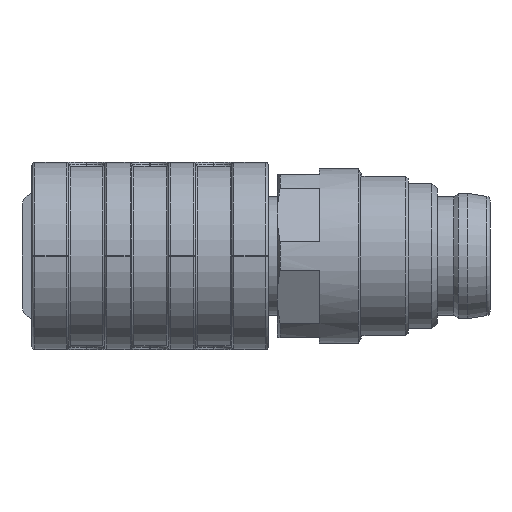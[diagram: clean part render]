
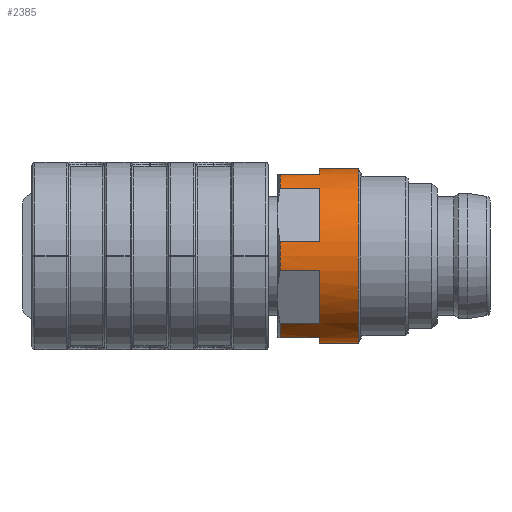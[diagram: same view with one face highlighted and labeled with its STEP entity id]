
A CAD part, front view. The second image highlights one B-rep face of the part: STEP entity #2385.
In plain terms, the highlighted cylindrical face has radius 4.8 mm (diameter 9.6 mm), a full revolution.
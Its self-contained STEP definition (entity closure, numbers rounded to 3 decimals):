
#1033=LINE('',#15223,#1548);
#1034=LINE('',#15227,#1549);
#1035=LINE('',#15228,#1550);
#1036=LINE('',#15232,#1551);
#1037=LINE('',#15233,#1552);
#1038=LINE('',#15237,#1553);
#1039=LINE('',#15238,#1554);
#1040=LINE('',#15242,#1555);
#1041=LINE('',#15243,#1556);
#1042=LINE('',#15247,#1557);
#1043=LINE('',#15248,#1558);
#1044=LINE('',#15252,#1559);
#1548=VECTOR('',#12082,1.);
#1549=VECTOR('',#12085,1.);
#1550=VECTOR('',#12086,1.);
#1551=VECTOR('',#12089,1.);
#1552=VECTOR('',#12090,1.);
#1553=VECTOR('',#12093,1.);
#1554=VECTOR('',#12094,1.);
#1555=VECTOR('',#12097,1.);
#1556=VECTOR('',#12098,1.);
#1557=VECTOR('',#12101,1.);
#1558=VECTOR('',#12102,1.);
#1559=VECTOR('',#12105,1.);
#2385=ADVANCED_FACE('',(#2916,#2917),#2736,.T.);
#2736=CYLINDRICAL_SURFACE('',#9716,4.8);
#2916=FACE_BOUND('',#3364,.T.);
#2917=FACE_BOUND('',#3365,.T.);
#3364=EDGE_LOOP('',(#5223));
#3365=EDGE_LOOP('',(#5224,#5225,#5226,#5227,#5228,#5229,#5230,#5231,#5232,
#5233,#5234,#5235,#5236,#5237,#5238,#5239,#5240,#5241,#5242,#5243,#5244,
#5245,#5246,#5247));
#5223=ORIENTED_EDGE('',*,*,#7764,.T.);
#5224=ORIENTED_EDGE('',*,*,#7777,.F.);
#5225=ORIENTED_EDGE('',*,*,#7778,.T.);
#5226=ORIENTED_EDGE('',*,*,#7779,.F.);
#5227=ORIENTED_EDGE('',*,*,#7776,.T.);
#5228=ORIENTED_EDGE('',*,*,#7780,.F.);
#5229=ORIENTED_EDGE('',*,*,#7781,.T.);
#5230=ORIENTED_EDGE('',*,*,#7782,.F.);
#5231=ORIENTED_EDGE('',*,*,#7766,.T.);
#5232=ORIENTED_EDGE('',*,*,#7783,.F.);
#5233=ORIENTED_EDGE('',*,*,#7784,.T.);
#5234=ORIENTED_EDGE('',*,*,#7785,.F.);
#5235=ORIENTED_EDGE('',*,*,#7768,.T.);
#5236=ORIENTED_EDGE('',*,*,#7786,.F.);
#5237=ORIENTED_EDGE('',*,*,#7787,.T.);
#5238=ORIENTED_EDGE('',*,*,#7788,.F.);
#5239=ORIENTED_EDGE('',*,*,#7770,.T.);
#5240=ORIENTED_EDGE('',*,*,#7789,.F.);
#5241=ORIENTED_EDGE('',*,*,#7790,.T.);
#5242=ORIENTED_EDGE('',*,*,#7791,.F.);
#5243=ORIENTED_EDGE('',*,*,#7772,.T.);
#5244=ORIENTED_EDGE('',*,*,#7792,.F.);
#5245=ORIENTED_EDGE('',*,*,#7793,.T.);
#5246=ORIENTED_EDGE('',*,*,#7794,.F.);
#5247=ORIENTED_EDGE('',*,*,#7774,.T.);
#6666=VERTEX_POINT('',#15191);
#6667=VERTEX_POINT('',#15194);
#6668=VERTEX_POINT('',#15195);
#6669=VERTEX_POINT('',#15199);
#6670=VERTEX_POINT('',#15200);
#6671=VERTEX_POINT('',#15204);
#6672=VERTEX_POINT('',#15205);
#6673=VERTEX_POINT('',#15209);
#6674=VERTEX_POINT('',#15210);
#6675=VERTEX_POINT('',#15214);
#6676=VERTEX_POINT('',#15215);
#6677=VERTEX_POINT('',#15219);
#6678=VERTEX_POINT('',#15220);
#6679=VERTEX_POINT('',#15224);
#6680=VERTEX_POINT('',#15226);
#6681=VERTEX_POINT('',#15229);
#6682=VERTEX_POINT('',#15231);
#6683=VERTEX_POINT('',#15234);
#6684=VERTEX_POINT('',#15236);
#6685=VERTEX_POINT('',#15239);
#6686=VERTEX_POINT('',#15241);
#6687=VERTEX_POINT('',#15244);
#6688=VERTEX_POINT('',#15246);
#6689=VERTEX_POINT('',#15249);
#6690=VERTEX_POINT('',#15251);
#7764=EDGE_CURVE('',#6666,#6666,#8659,.T.);
#7766=EDGE_CURVE('',#6667,#6668,#8660,.T.);
#7768=EDGE_CURVE('',#6669,#6670,#8661,.T.);
#7770=EDGE_CURVE('',#6671,#6672,#8662,.T.);
#7772=EDGE_CURVE('',#6673,#6674,#8663,.T.);
#7774=EDGE_CURVE('',#6675,#6676,#8664,.T.);
#7776=EDGE_CURVE('',#6677,#6678,#8665,.T.);
#7777=EDGE_CURVE('',#6679,#6676,#1033,.T.);
#7778=EDGE_CURVE('',#6679,#6680,#8666,.T.);
#7779=EDGE_CURVE('',#6677,#6680,#1034,.T.);
#7780=EDGE_CURVE('',#6681,#6678,#1035,.T.);
#7781=EDGE_CURVE('',#6681,#6682,#8667,.T.);
#7782=EDGE_CURVE('',#6667,#6682,#1036,.T.);
#7783=EDGE_CURVE('',#6683,#6668,#1037,.T.);
#7784=EDGE_CURVE('',#6683,#6684,#8668,.T.);
#7785=EDGE_CURVE('',#6669,#6684,#1038,.T.);
#7786=EDGE_CURVE('',#6685,#6670,#1039,.T.);
#7787=EDGE_CURVE('',#6685,#6686,#8669,.T.);
#7788=EDGE_CURVE('',#6671,#6686,#1040,.T.);
#7789=EDGE_CURVE('',#6687,#6672,#1041,.T.);
#7790=EDGE_CURVE('',#6687,#6688,#8670,.T.);
#7791=EDGE_CURVE('',#6673,#6688,#1042,.T.);
#7792=EDGE_CURVE('',#6689,#6674,#1043,.T.);
#7793=EDGE_CURVE('',#6689,#6690,#8671,.T.);
#7794=EDGE_CURVE('',#6675,#6690,#1044,.T.);
#8659=CIRCLE('',#9696,4.8);
#8660=CIRCLE('',#9698,4.8);
#8661=CIRCLE('',#9700,4.8);
#8662=CIRCLE('',#9702,4.8);
#8663=CIRCLE('',#9704,4.8);
#8664=CIRCLE('',#9706,4.8);
#8665=CIRCLE('',#9708,4.8);
#8666=CIRCLE('',#9710,4.8);
#8667=CIRCLE('',#9711,4.8);
#8668=CIRCLE('',#9712,4.8);
#8669=CIRCLE('',#9713,4.8);
#8670=CIRCLE('',#9714,4.8);
#8671=CIRCLE('',#9715,4.8);
#9696=AXIS2_PLACEMENT_3D('',#15190,#12048,#12049);
#9698=AXIS2_PLACEMENT_3D('',#15196,#12053,#12054);
#9700=AXIS2_PLACEMENT_3D('',#15201,#12058,#12059);
#9702=AXIS2_PLACEMENT_3D('',#15206,#12063,#12064);
#9704=AXIS2_PLACEMENT_3D('',#15211,#12068,#12069);
#9706=AXIS2_PLACEMENT_3D('',#15216,#12073,#12074);
#9708=AXIS2_PLACEMENT_3D('',#15221,#12078,#12079);
#9710=AXIS2_PLACEMENT_3D('',#15225,#12083,#12084);
#9711=AXIS2_PLACEMENT_3D('',#15230,#12087,#12088);
#9712=AXIS2_PLACEMENT_3D('',#15235,#12091,#12092);
#9713=AXIS2_PLACEMENT_3D('',#15240,#12095,#12096);
#9714=AXIS2_PLACEMENT_3D('',#15245,#12099,#12100);
#9715=AXIS2_PLACEMENT_3D('',#15250,#12103,#12104);
#9716=AXIS2_PLACEMENT_3D('',#15253,#12106,#12107);
#12048=DIRECTION('',(-1.,0.,0.));
#12049=DIRECTION('',(0.,-1.,0.));
#12053=DIRECTION('',(1.,0.,0.));
#12054=DIRECTION('',(0.,-1.,0.));
#12058=DIRECTION('',(1.,0.,0.));
#12059=DIRECTION('',(0.,-1.,0.));
#12063=DIRECTION('',(1.,0.,0.));
#12064=DIRECTION('',(0.,-1.,0.));
#12068=DIRECTION('',(1.,0.,0.));
#12069=DIRECTION('',(0.,-1.,0.));
#12073=DIRECTION('',(1.,0.,0.));
#12074=DIRECTION('',(0.,-1.,0.));
#12078=DIRECTION('',(1.,0.,0.));
#12079=DIRECTION('',(0.,-1.,0.));
#12082=DIRECTION('',(1.,0.,0.));
#12083=DIRECTION('',(1.,0.,0.));
#12084=DIRECTION('',(0.,-1.,0.));
#12085=DIRECTION('',(-1.,0.,0.));
#12086=DIRECTION('',(1.,0.,0.));
#12087=DIRECTION('',(1.,0.,0.));
#12088=DIRECTION('',(0.,-1.,0.));
#12089=DIRECTION('',(-1.,0.,0.));
#12090=DIRECTION('',(1.,0.,0.));
#12091=DIRECTION('',(1.,0.,0.));
#12092=DIRECTION('',(0.,-1.,0.));
#12093=DIRECTION('',(-1.,0.,0.));
#12094=DIRECTION('',(1.,0.,0.));
#12095=DIRECTION('',(1.,0.,0.));
#12096=DIRECTION('',(0.,-1.,0.));
#12097=DIRECTION('',(-1.,0.,0.));
#12098=DIRECTION('',(1.,0.,0.));
#12099=DIRECTION('',(1.,0.,0.));
#12100=DIRECTION('',(0.,-1.,0.));
#12101=DIRECTION('',(-1.,0.,0.));
#12102=DIRECTION('',(1.,0.,0.));
#12103=DIRECTION('',(1.,0.,0.));
#12104=DIRECTION('',(0.,-1.,0.));
#12105=DIRECTION('',(-1.,0.,0.));
#12106=DIRECTION('',(1.,0.,0.));
#12107=DIRECTION('',(0.,-1.,0.));
#15190=CARTESIAN_POINT('',(118.475,-9.65,0.001));
#15191=CARTESIAN_POINT('',(118.475,-14.45,0.001));
#15194=CARTESIAN_POINT('',(116.325,-6.588,-3.696));
#15195=CARTESIAN_POINT('',(116.325,-4.918,-0.802));
#15196=CARTESIAN_POINT('',(116.325,-9.65,0.001));
#15199=CARTESIAN_POINT('',(116.325,-4.918,0.804));
#15200=CARTESIAN_POINT('',(116.325,-6.588,3.698));
#15201=CARTESIAN_POINT('',(116.325,-9.65,0.001));
#15204=CARTESIAN_POINT('',(116.325,-7.98,4.501));
#15205=CARTESIAN_POINT('',(116.325,-11.32,4.501));
#15206=CARTESIAN_POINT('',(116.325,-9.65,0.001));
#15209=CARTESIAN_POINT('',(116.325,-12.712,3.698));
#15210=CARTESIAN_POINT('',(116.325,-14.382,0.804));
#15211=CARTESIAN_POINT('',(116.325,-9.65,0.001));
#15214=CARTESIAN_POINT('',(116.325,-14.382,-0.802));
#15215=CARTESIAN_POINT('',(116.325,-12.712,-3.696));
#15216=CARTESIAN_POINT('',(116.325,-9.65,0.001));
#15219=CARTESIAN_POINT('',(116.325,-11.32,-4.499));
#15220=CARTESIAN_POINT('',(116.325,-7.98,-4.499));
#15221=CARTESIAN_POINT('',(116.325,-9.65,0.001));
#15223=CARTESIAN_POINT('',(146.025,-12.712,-3.696));
#15224=CARTESIAN_POINT('',(114.175,-12.712,-3.696));
#15225=CARTESIAN_POINT('',(114.175,-9.65,0.001));
#15226=CARTESIAN_POINT('',(114.175,-11.32,-4.499));
#15227=CARTESIAN_POINT('',(146.025,-11.32,-4.499));
#15228=CARTESIAN_POINT('',(146.025,-7.98,-4.499));
#15229=CARTESIAN_POINT('',(114.175,-7.98,-4.499));
#15230=CARTESIAN_POINT('',(114.175,-9.65,0.001));
#15231=CARTESIAN_POINT('',(114.175,-6.588,-3.696));
#15232=CARTESIAN_POINT('',(146.025,-6.588,-3.696));
#15233=CARTESIAN_POINT('',(146.025,-4.918,-0.802));
#15234=CARTESIAN_POINT('',(114.175,-4.918,-0.802));
#15235=CARTESIAN_POINT('',(114.175,-9.65,0.001));
#15236=CARTESIAN_POINT('',(114.175,-4.918,0.804));
#15237=CARTESIAN_POINT('',(146.025,-4.918,0.804));
#15238=CARTESIAN_POINT('',(146.025,-6.588,3.698));
#15239=CARTESIAN_POINT('',(114.175,-6.588,3.698));
#15240=CARTESIAN_POINT('',(114.175,-9.65,0.001));
#15241=CARTESIAN_POINT('',(114.175,-7.98,4.501));
#15242=CARTESIAN_POINT('',(146.025,-7.98,4.501));
#15243=CARTESIAN_POINT('',(146.025,-11.32,4.501));
#15244=CARTESIAN_POINT('',(114.175,-11.32,4.501));
#15245=CARTESIAN_POINT('',(114.175,-9.65,0.001));
#15246=CARTESIAN_POINT('',(114.175,-12.712,3.698));
#15247=CARTESIAN_POINT('',(146.025,-12.712,3.698));
#15248=CARTESIAN_POINT('',(146.025,-14.382,0.804));
#15249=CARTESIAN_POINT('',(114.175,-14.382,0.804));
#15250=CARTESIAN_POINT('',(114.175,-9.65,0.001));
#15251=CARTESIAN_POINT('',(114.175,-14.382,-0.802));
#15252=CARTESIAN_POINT('',(146.025,-14.382,-0.802));
#15253=CARTESIAN_POINT('',(146.025,-9.65,0.001));
